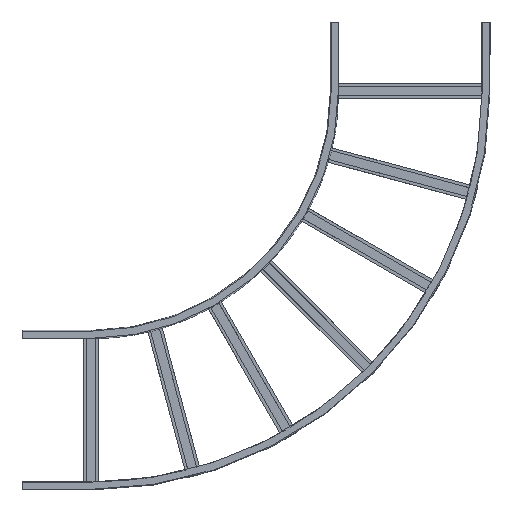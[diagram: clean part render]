
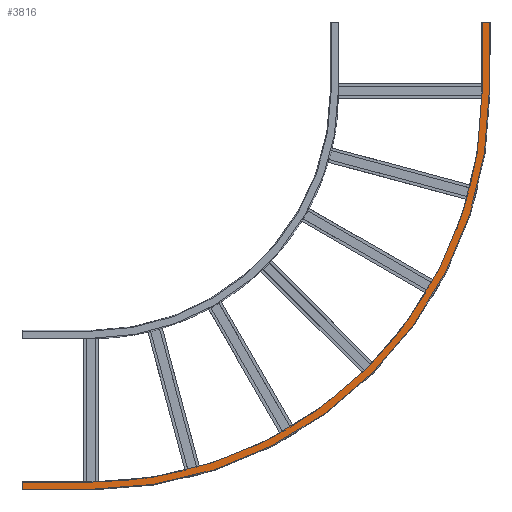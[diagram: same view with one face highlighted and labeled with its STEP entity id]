
A CAD part, front view. The second image highlights one B-rep face of the part: STEP entity #3816.
In plain terms, the highlighted planar face has unit normal (0, -1, 0).
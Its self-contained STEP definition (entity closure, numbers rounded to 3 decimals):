
#847 = EDGE_CURVE ( 'NONE', #6041, #6046, #6482, .T. ) ;
#851 = EDGE_CURVE ( 'NONE', #6032, #6047, #6486, .T. ) ;
#854 = EDGE_CURVE ( 'NONE', #6032, #6044, #6489, .T. ) ;
#892 = EDGE_CURVE ( 'NONE', #6041, #6068, #6556, .T. ) ;
#893 = EDGE_CURVE ( 'NONE', #6044, #6068, #6557, .T. ) ;
#894 = EDGE_CURVE ( 'NONE', #6047, #6077, #6559, .T. ) ;
#895 = EDGE_CURVE ( 'NONE', #6077, #6080, #6561, .T. ) ;
#896 = EDGE_CURVE ( 'NONE', #6046, #6080, #6563, .T. ) ;
#1279 = CARTESIAN_POINT ( 'NONE',  ( -600., -42.93, -1171.2 ) ) ;
#1288 = CARTESIAN_POINT ( 'NONE',  ( -600., -42.93, -1153.2 ) ) ;
#1291 = CARTESIAN_POINT ( 'NONE',  ( -773., -42.93, -1171.2 ) ) ;
#1293 = CARTESIAN_POINT ( 'NONE',  ( 380.2, -42.93, -173. ) ) ;
#1294 = CARTESIAN_POINT ( 'NONE',  ( 398.2, -42.93, -173. ) ) ;
#1315 = CARTESIAN_POINT ( 'NONE',  ( -773., -42.93, -1153.2 ) ) ;
#1324 = CARTESIAN_POINT ( 'NONE',  ( 398.2, -42.93, 0. ) ) ;
#1327 = CARTESIAN_POINT ( 'NONE',  ( 380.2, -42.93, 0. ) ) ;
#1760 = CARTESIAN_POINT ( 'NONE',  ( -600., -42.93, -1171.2 ) ) ;
#1769 = PLANE ( 'NONE',  #3133 ) ;
#1771 = DIRECTION ( 'NONE',  ( 0., -1., 0. ) ) ;
#1772 = DIRECTION ( 'NONE',  ( 1., 0., 0. ) ) ;
#2730 = FACE_OUTER_BOUND ( 'NONE', #7720, .T. ) ;
#3133 = AXIS2_PLACEMENT_3D ( 'NONE', #1760, #1771, #1772 ) ;
#3816 = ADVANCED_FACE ( 'NONE', ( #2730 ), #1769, .T. ) ;
#5037 = CARTESIAN_POINT ( 'NONE',  ( -600., -42.93, -173. ) ) ;
#5038 = DIRECTION ( 'NONE',  ( 0., -1., 0. ) ) ;
#5039 = DIRECTION ( 'NONE',  ( 1., 0., 0. ) ) ;
#5929 = AXIS2_PLACEMENT_3D ( 'NONE', #5037, #5038, #5039 ) ;
#5933 = AXIS2_PLACEMENT_3D ( 'NONE', #7752, #7753, #7754 ) ;
#6032 = VERTEX_POINT ( 'NONE', #1279 ) ;
#6041 = VERTEX_POINT ( 'NONE', #1288 ) ;
#6044 = VERTEX_POINT ( 'NONE', #1291 ) ;
#6046 = VERTEX_POINT ( 'NONE', #1293 ) ;
#6047 = VERTEX_POINT ( 'NONE', #1294 ) ;
#6068 = VERTEX_POINT ( 'NONE', #1315 ) ;
#6077 = VERTEX_POINT ( 'NONE', #1324 ) ;
#6080 = VERTEX_POINT ( 'NONE', #1327 ) ;
#6482 = CIRCLE ( 'NONE', #5929, 980.2 ) ;
#6486 = CIRCLE ( 'NONE', #5933, 998.2 ) ;
#6489 = LINE ( 'NONE', #7758, #6492 ) ;
#6492 = VECTOR ( 'NONE', #7759, 1000. ) ;
#6556 = LINE ( 'NONE', #7837, #6558 ) ;
#6557 = LINE ( 'NONE', #7845, #6560 ) ;
#6558 = VECTOR ( 'NONE', #7819, 1000. ) ;
#6559 = LINE ( 'NONE', #7847, #6562 ) ;
#6560 = VECTOR ( 'NONE', #7846, 1000. ) ;
#6561 = LINE ( 'NONE', #7849, #6564 ) ;
#6562 = VECTOR ( 'NONE', #7848, 1000. ) ;
#6563 = LINE ( 'NONE', #7851, #6566 ) ;
#6564 = VECTOR ( 'NONE', #7850, 1000. ) ;
#6566 = VECTOR ( 'NONE', #7852, 1000. ) ;
#7005 = ORIENTED_EDGE ( 'NONE', *, *, #893, .F. ) ;
#7006 = ORIENTED_EDGE ( 'NONE', *, *, #854, .F. ) ;
#7007 = ORIENTED_EDGE ( 'NONE', *, *, #851, .T. ) ;
#7008 = ORIENTED_EDGE ( 'NONE', *, *, #894, .T. ) ;
#7009 = ORIENTED_EDGE ( 'NONE', *, *, #895, .T. ) ;
#7010 = ORIENTED_EDGE ( 'NONE', *, *, #896, .F. ) ;
#7011 = ORIENTED_EDGE ( 'NONE', *, *, #847, .F. ) ;
#7012 = ORIENTED_EDGE ( 'NONE', *, *, #892, .T. ) ;
#7720 = EDGE_LOOP ( 'NONE', ( #7005, #7006, #7007, #7008, #7009, #7010, #7011, #7012 ) ) ;
#7752 = CARTESIAN_POINT ( 'NONE',  ( -600., -42.93, -173. ) ) ;
#7753 = DIRECTION ( 'NONE',  ( 0., -1., 0. ) ) ;
#7754 = DIRECTION ( 'NONE',  ( 1., 0., 0. ) ) ;
#7758 = CARTESIAN_POINT ( 'NONE',  ( -600., -42.93, -1171.2 ) ) ;
#7759 = DIRECTION ( 'NONE',  ( -1., 0., 0. ) ) ;
#7819 = DIRECTION ( 'NONE',  ( -1., 0., 0. ) ) ;
#7837 = CARTESIAN_POINT ( 'NONE',  ( -600., -42.93, -1153.2 ) ) ;
#7845 = CARTESIAN_POINT ( 'NONE',  ( -773., -42.93, -1171.2 ) ) ;
#7846 = DIRECTION ( 'NONE',  ( 0., 0., 1. ) ) ;
#7847 = CARTESIAN_POINT ( 'NONE',  ( 398.2, -42.93, -173. ) ) ;
#7848 = DIRECTION ( 'NONE',  ( 0., 0., 1. ) ) ;
#7849 = CARTESIAN_POINT ( 'NONE',  ( 398.2, -42.93, 0. ) ) ;
#7850 = DIRECTION ( 'NONE',  ( -1., 0., 0. ) ) ;
#7851 = CARTESIAN_POINT ( 'NONE',  ( 380.2, -42.93, -173. ) ) ;
#7852 = DIRECTION ( 'NONE',  ( 0., 0., 1. ) ) ;
